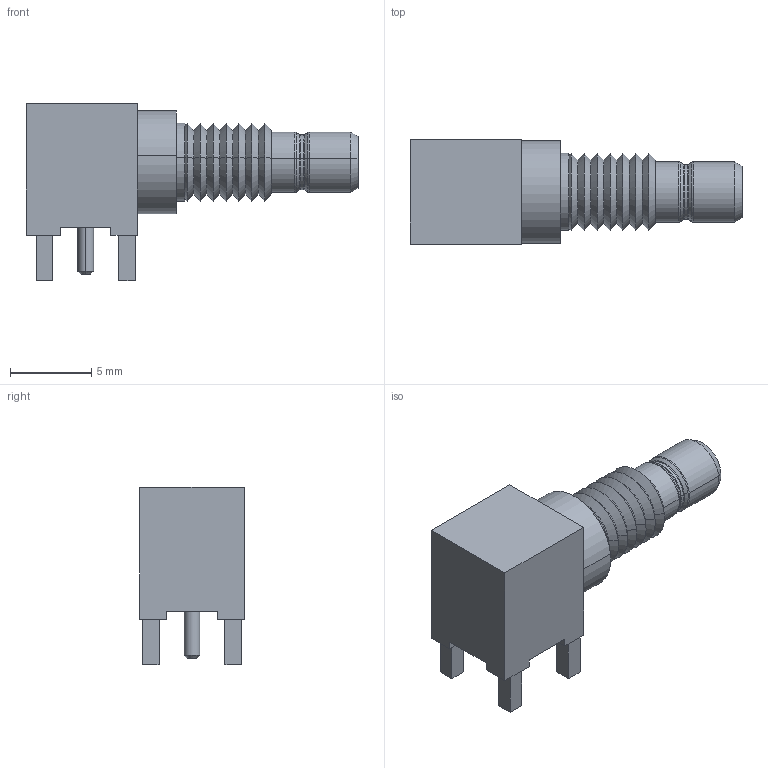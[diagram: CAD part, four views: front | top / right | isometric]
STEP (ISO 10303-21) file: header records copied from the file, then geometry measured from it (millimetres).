
FILE_DESCRIPTION((''),'2;1');
FILE_NAME('SAMTEC_SMB5-J-P-H-RA-TH1.stp','2010-12-06T11:03:28',(''),(''),'Mechanical Desktop 2011','Mechanical Desktop 2011',', , ');
FILE_SCHEMA(('AUTOMOTIVE_DESIGN { 1 2 10303 214 1 1 1 1 }'));
Length unit declared in the file: millimetre
Products named in the file (1): Product
Bounding box: 20.45 x 6.43 x 10.92 mm (x, y, z)
Volume: 536.9 mm3; surface area: 1261.8 mm2
Topology: 6 solids, 6 shells, 207 faces, 449 edges, 268 vertices
Faces by surface type: cone 80, plane 64, cylinder 53, torus 10
Entity records: 5802 total; most frequent: CARTESIAN_POINT 1126, DIRECTION 1043, ORIENTED_EDGE 894, EDGE_CURVE 447, AXIS2_PLACEMENT_3D 405, VERTEX_POINT 268, VECTOR 233, LINE 233
